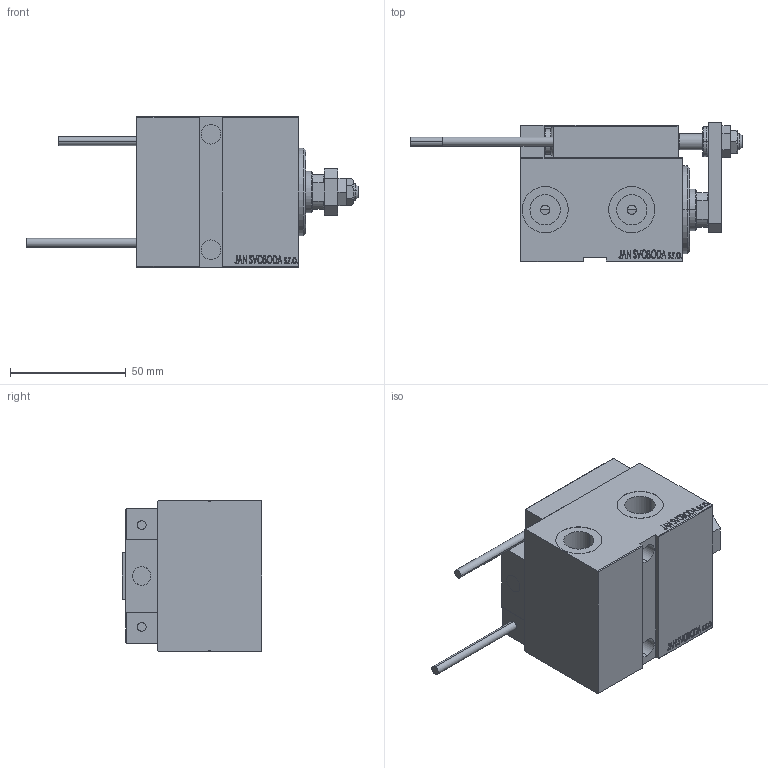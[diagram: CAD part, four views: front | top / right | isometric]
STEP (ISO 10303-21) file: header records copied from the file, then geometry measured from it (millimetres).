
FILE_DESCRIPTION (( 'STEP AP203' ), '1' );
FILE_NAME ('1c40.STEP', '2022-04-17T11:36:19', ( '' ), ( '' ), 'SwSTEP 2.0', 'SolidWorks 2019', '' );
FILE_SCHEMA (( 'CONFIG_CONTROL_DESIGN' ));
Length unit declared in the file: millimetre
Products named in the file (16): KONCOVKA 59861003c8ae7635798b1d6afe8da64b; NUT_D10 59861003c8ae7635798b1d6afe8da64b; ZARAZKA 59861003c8ae7635798b1d6afe8da64b; V450CM_E_Body 59861003c8ae7635798b1d6afe8da64b; SWITCH DIM B,W 59861003c8ae7635798b1d6afe8da64b; V450CM_E_VCP 59861003c8ae7635798b1d6afe8da64b; MAGNET 59861003c8ae7635798b1d6afe8da64b; NUT_D12 59861003c8ae7635798b1d6afe8da64b; SWITCH X 59861003c8ae7635798b1d6afe8da64b; SWITCH_X_FRONT_BACK 59861003c8ae7635798b1d6afe8da64b; TYC_L79 59861003c8ae7635798b1d6afe8da64b; V450CM_VC_B 59861003c8ae7635798b1d6afe8da64b; Block 59861003c8ae7635798b1d6afe8da64b; ALLEN BOLT D8 59861003c8ae7635798b1d6afe8da64b; 1c40; ALLEN BOLT D5 59861003c8ae7635798b1d6afe8da64b
Assembly tree (25 placements, depth 3):
  1c40
    V450CM_E_Body 59861003c8ae7635798b1d6afe8da64b
    V450CM_E_VCP 59861003c8ae7635798b1d6afe8da64b
    V450CM_VC_B 59861003c8ae7635798b1d6afe8da64b
    SWITCH X 59861003c8ae7635798b1d6afe8da64b
      SWITCH_X_FRONT_BACK 59861003c8ae7635798b1d6afe8da64b  x2
      TYC_L79 59861003c8ae7635798b1d6afe8da64b
      Block 59861003c8ae7635798b1d6afe8da64b  x2
      ALLEN BOLT D5 59861003c8ae7635798b1d6afe8da64b  x4
      ALLEN BOLT D8 59861003c8ae7635798b1d6afe8da64b  x4
      MAGNET 59861003c8ae7635798b1d6afe8da64b  x2
      KONCOVKA 59861003c8ae7635798b1d6afe8da64b  x2
    SWITCH DIM B,W 59861003c8ae7635798b1d6afe8da64b
    ZARAZKA 59861003c8ae7635798b1d6afe8da64b
    NUT_D10 59861003c8ae7635798b1d6afe8da64b
    NUT_D12 59861003c8ae7635798b1d6afe8da64b
Bounding box: 143.7 x 60.5 x 65 mm (x, y, z)
Volume: 231135.7 mm3; surface area: 65705.4 mm2
Topology: 24 solids, 24 shells, 1303 faces, 3128 edges, 1998 vertices
Faces by surface type: plane 574, bspline 380, cylinder 188, cone 113, torus 44, sphere 4
Entity records: 50567 total; most frequent: CARTESIAN_POINT 25689, ORIENTED_EDGE 5276, DIRECTION 3545, EDGE_CURVE 2638, VERTEX_POINT 1722, LINE 1521, VECTOR 1521, EDGE_LOOP 1212
